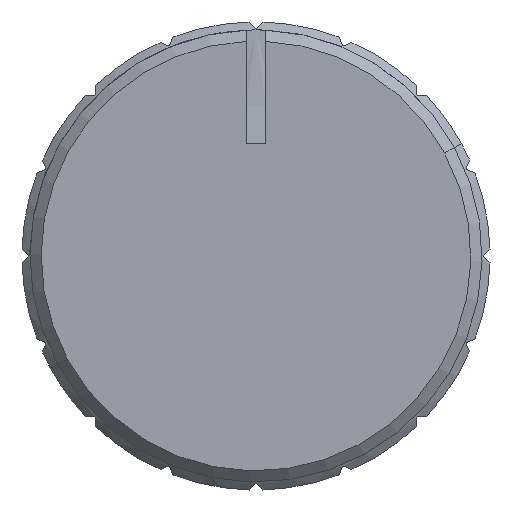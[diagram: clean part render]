
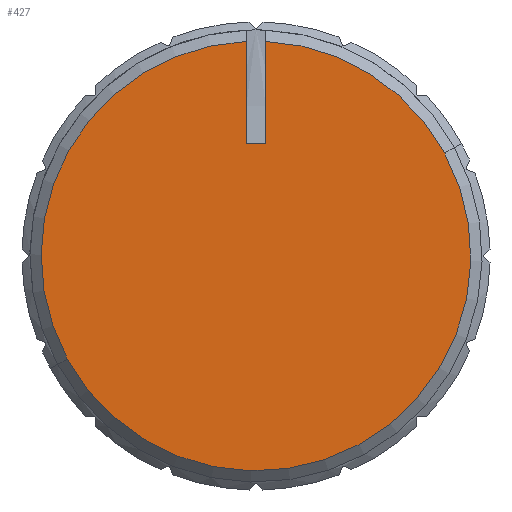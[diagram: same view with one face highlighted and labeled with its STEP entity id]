
A CAD part, front view. The second image highlights one B-rep face of the part: STEP entity #427.
In plain terms, the highlighted planar face has unit normal (0, -1, 0).
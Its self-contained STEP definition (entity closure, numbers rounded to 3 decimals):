
#393=AXIS2_PLACEMENT_3D('Plane Axis2P3D',#390,#391,#392) ;
#397=AXIS2_PLACEMENT_3D('Circle Axis2P3D',#395,#396,$) ;
#404=AXIS2_PLACEMENT_3D('Circle Axis2P3D',#402,#403,$) ;
#411=AXIS2_PLACEMENT_3D('Circle Axis2P3D',#409,#410,$) ;
#310=CARTESIAN_POINT('Line Origine',(-0.3,-10.9,5.097)) ;
#314=CARTESIAN_POINT('Vertex',(-0.3,-10.9,6.693)) ;
#316=CARTESIAN_POINT('Vertex',(-0.3,-10.9,3.5)) ;
#360=CARTESIAN_POINT('Vertex',(0.3,-10.9,6.693)) ;
#369=CARTESIAN_POINT('Vertex',(0.3,-10.9,3.5)) ;
#372=CARTESIAN_POINT('Line Origine',(0.3,-10.9,5.097)) ;
#390=CARTESIAN_POINT('Axis2P3D Location',(0.,-10.9,0.)) ;
#395=CARTESIAN_POINT('Axis2P3D Location',(0.,-10.9,0.)) ;
#399=CARTESIAN_POINT('Vertex',(-5.88,-10.9,-3.212)) ;
#402=CARTESIAN_POINT('Axis2P3D Location',(0.,-10.9,0.)) ;
#406=CARTESIAN_POINT('Vertex',(5.88,-10.9,3.212)) ;
#409=CARTESIAN_POINT('Axis2P3D Location',(0.,-10.9,0.)) ;
#414=CARTESIAN_POINT('Line Origine',(0.,-10.9,3.5)) ;
#311=DIRECTION('Vector Direction',(0.,0.,-1.)) ;
#373=DIRECTION('Vector Direction',(0.,0.,-1.)) ;
#391=DIRECTION('Axis2P3D Direction',(0.,-1.,0.)) ;
#392=DIRECTION('Axis2P3D XDirection',(1.,0.,0.)) ;
#396=DIRECTION('Axis2P3D Direction',(0.,-1.,0.)) ;
#403=DIRECTION('Axis2P3D Direction',(0.,-1.,0.)) ;
#410=DIRECTION('Axis2P3D Direction',(0.,-1.,0.)) ;
#415=DIRECTION('Vector Direction',(-1.,0.,0.)) ;
#312=VECTOR('Line Direction',#311,1.) ;
#374=VECTOR('Line Direction',#373,1.) ;
#416=VECTOR('Line Direction',#415,1.) ;
#420=ORIENTED_EDGE('',*,*,#401,.T.) ;
#421=ORIENTED_EDGE('',*,*,#408,.T.) ;
#422=ORIENTED_EDGE('',*,*,#413,.T.) ;
#423=ORIENTED_EDGE('',*,*,#376,.T.) ;
#424=ORIENTED_EDGE('',*,*,#418,.T.) ;
#425=ORIENTED_EDGE('',*,*,#318,.F.) ;
#427=ADVANCED_FACE('AL Body',(#426),#394,.T.) ;
#398=CIRCLE('generated circle',#397,6.7) ;
#405=CIRCLE('generated circle',#404,6.7) ;
#412=CIRCLE('generated circle',#411,6.7) ;
#318=EDGE_CURVE('',#315,#317,#313,.T.) ;
#376=EDGE_CURVE('',#361,#370,#375,.T.) ;
#401=EDGE_CURVE('',#315,#400,#398,.T.) ;
#408=EDGE_CURVE('',#400,#407,#405,.T.) ;
#413=EDGE_CURVE('',#407,#361,#412,.T.) ;
#418=EDGE_CURVE('',#370,#317,#417,.T.) ;
#419=EDGE_LOOP('',(#420,#421,#422,#423,#424,#425)) ;
#426=FACE_OUTER_BOUND('',#419,.T.) ;
#313=LINE('Line',#310,#312) ;
#375=LINE('Line',#372,#374) ;
#417=LINE('Line',#414,#416) ;
#394=PLANE('Plane',#393) ;
#315=VERTEX_POINT('',#314) ;
#317=VERTEX_POINT('',#316) ;
#361=VERTEX_POINT('',#360) ;
#370=VERTEX_POINT('',#369) ;
#400=VERTEX_POINT('',#399) ;
#407=VERTEX_POINT('',#406) ;
